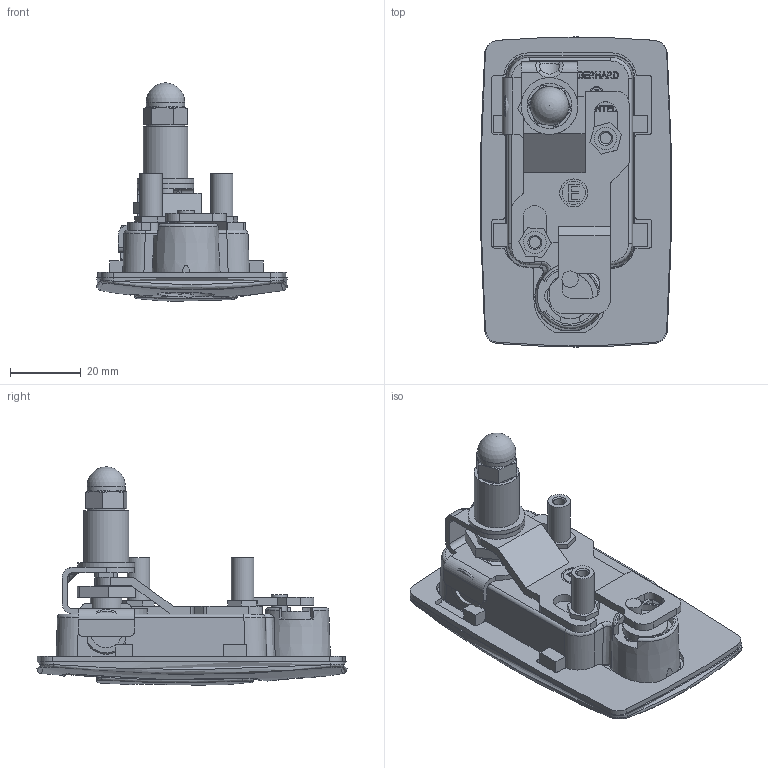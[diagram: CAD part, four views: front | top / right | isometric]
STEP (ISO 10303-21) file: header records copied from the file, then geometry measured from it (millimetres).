
FILE_DESCRIPTION(/* description */ (''),/* implementation_level */ '2;1');
FILE_NAME(/* name */ 'ECL-830-K.stp',/* time_stamp */ '2020-12-01T17:07:55-05:00',/* author */ ('jenniferk'),/* organization */ (''),/* preprocessor_version */ 'ST-DEVELOPER v18.1',/* originating_system */ 'Autodesk Inventor 2020',/* authorisation */ '');
FILE_SCHEMA (('AUTOMOTIVE_DESIGN { 1 0 10303 214 3 1 1 }'));
Length unit declared in the file: inch
Products named in the file (1): ECL-830-K_Shrinkwrap_1
Bounding box: 53.82 x 87.38 x 61.5 mm (x, y, z)
Volume: 44388.3 mm3; surface area: 38106.7 mm2
Topology: 16 solids, 16 shells, 1311 faces, 3531 edges, 2272 vertices
Faces by surface type: plane 715, bspline 281, cylinder 257, torus 25, cone 25, sphere 8
Full cylindrical faces by diameter (mm): 2.032 x1, 2.159 x2, 3.226 x2, 3.266 x1, 3.81 x1, 4.166 x2, 4.572 x1, 4.762 x3, 5.08 x1, 5.563 x1, 5.664 x1, 6.35 x2, 6.604 x1, 6.731 x1, 7.01 x1, 7.874 x1, 8.89 x1, 8.915 x1, 10.795 x2, 11.874 x1, 12.7 x2, 15.875 x1, 16.002 x1, 16.256 x1
Entity records: 51052 total; most frequent: CARTESIAN_POINT 18092, ORIENTED_EDGE 7034, DIRECTION 5778, EDGE_CURVE 3517, VERTEX_POINT 2272, LINE 2190, VECTOR 2190, AXIS2_PLACEMENT_3D 1794
